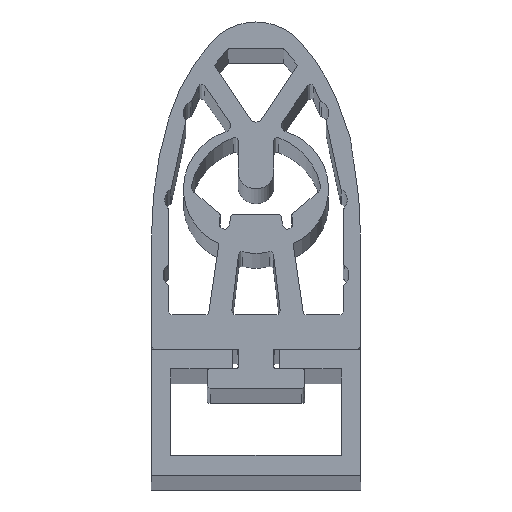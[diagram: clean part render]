
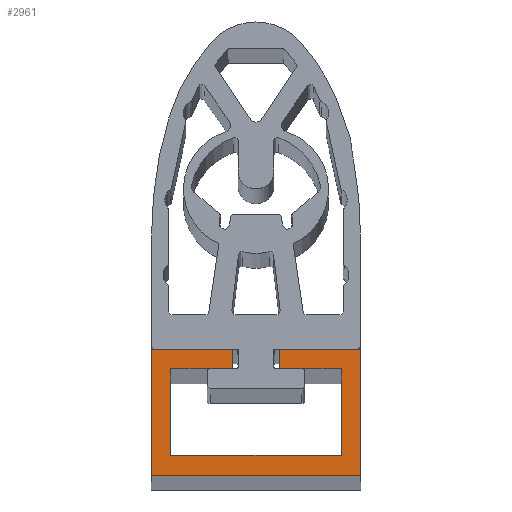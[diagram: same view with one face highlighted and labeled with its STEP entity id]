
A CAD part, top view. The second image highlights one B-rep face of the part: STEP entity #2961.
In plain terms, the highlighted face is planar.
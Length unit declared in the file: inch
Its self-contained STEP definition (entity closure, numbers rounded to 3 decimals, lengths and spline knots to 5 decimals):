
#52 = CARTESIAN_POINT ( 'NONE',  ( 8.82163, 12.76941, 6.44609 ) ) ;
#127 = ORIENTED_EDGE ( 'NONE', *, *, #3628, .F. ) ;
#331 = CARTESIAN_POINT ( 'NONE',  ( 8.68856, 12.76941, 6.44609 ) ) ;
#370 = EDGE_CURVE ( 'NONE', #5567, #1968, #5171, .T. ) ;
#437 = VERTEX_POINT ( 'NONE', #1242 ) ;
#533 = LINE ( 'NONE', #3635, #4725 ) ;
#571 = LINE ( 'NONE', #700, #863 ) ;
#583 = VECTOR ( 'NONE', #3275, 39.37008 ) ;
#608 = VECTOR ( 'NONE', #3372, 39.37008 ) ;
#646 = VECTOR ( 'NONE', #5580, 39.37008 ) ;
#654 = CARTESIAN_POINT ( 'NONE',  ( 8.45825, 12.46901, 6.44609 ) ) ;
#700 = CARTESIAN_POINT ( 'NONE',  ( 8.45825, 12.82531, 6.44609 ) ) ;
#795 = CARTESIAN_POINT ( 'NONE',  ( 8.45825, 12.82531, 6.44609 ) ) ;
#863 = VECTOR ( 'NONE', #4689, 39.37008 ) ;
#989 = PLANE ( 'NONE',  #1983 ) ;
#997 = CARTESIAN_POINT ( 'NONE',  ( 9.05195, 12.82531, 6.44609 ) ) ;
#1242 = CARTESIAN_POINT ( 'NONE',  ( 9.05195, 12.46901, 6.44609 ) ) ;
#1255 = CARTESIAN_POINT ( 'NONE',  ( 8.51415, 12.52492, 6.44609 ) ) ;
#1272 = VECTOR ( 'NONE', #2940, 39.37008 ) ;
#1275 = VERTEX_POINT ( 'NONE', #52 ) ;
#1298 = EDGE_LOOP ( 'NONE', ( #5393, #3870, #4886, #2537, #4785, #5147, #4030, #5084, #2230, #5410, #5648, #127 ) ) ;
#1368 = CARTESIAN_POINT ( 'NONE',  ( 8.45825, 12.46901, 6.44609 ) ) ;
#1635 = EDGE_CURVE ( 'NONE', #1275, #4349, #533, .T. ) ;
#1690 = FACE_OUTER_BOUND ( 'NONE', #1298, .T. ) ;
#1922 = LINE ( 'NONE', #4389, #3156 ) ;
#1927 = VECTOR ( 'NONE', #6554, 39.37008 ) ;
#1968 = VERTEX_POINT ( 'NONE', #1255 ) ;
#1983 = AXIS2_PLACEMENT_3D ( 'NONE', #6553, #6058, #4615 ) ;
#2230 = ORIENTED_EDGE ( 'NONE', *, *, #3330, .F. ) ;
#2243 = CARTESIAN_POINT ( 'NONE',  ( 8.99604, 12.52492, 6.44609 ) ) ;
#2370 = DIRECTION ( 'NONE',  ( 0., 1., 0. ) ) ;
#2419 = CARTESIAN_POINT ( 'NONE',  ( 8.82163, 12.82531, 6.44609 ) ) ;
#2431 = CARTESIAN_POINT ( 'NONE',  ( 8.99604, 12.76941, 6.44609 ) ) ;
#2537 = ORIENTED_EDGE ( 'NONE', *, *, #3317, .F. ) ;
#2655 = EDGE_CURVE ( 'NONE', #437, #5463, #6293, .T. ) ;
#2733 = LINE ( 'NONE', #3903, #4918 ) ;
#2940 = DIRECTION ( 'NONE',  ( 0., -1., 0. ) ) ;
#2961 = ADVANCED_FACE ( 'NONE', ( #1690 ), #989, .F. ) ;
#2996 = CARTESIAN_POINT ( 'NONE',  ( 8.68856, 12.76941, 6.44609 ) ) ;
#3042 = CARTESIAN_POINT ( 'NONE',  ( 8.99604, 12.52492, 6.44609 ) ) ;
#3156 = VECTOR ( 'NONE', #4921, 39.37008 ) ;
#3212 = CARTESIAN_POINT ( 'NONE',  ( 8.51415, 12.76941, 6.44609 ) ) ;
#3275 = DIRECTION ( 'NONE',  ( -1., 0., 0. ) ) ;
#3317 = EDGE_CURVE ( 'NONE', #6242, #5429, #1922, .T. ) ;
#3330 = EDGE_CURVE ( 'NONE', #4562, #1275, #4325, .T. ) ;
#3363 = LINE ( 'NONE', #997, #646 ) ;
#3370 = LINE ( 'NONE', #654, #4085 ) ;
#3372 = DIRECTION ( 'NONE',  ( 0., 1., 0. ) ) ;
#3461 = LINE ( 'NONE', #3042, #3939 ) ;
#3628 = EDGE_CURVE ( 'NONE', #4570, #437, #3370, .T. ) ;
#3635 = CARTESIAN_POINT ( 'NONE',  ( 8.99604, 12.76941, 6.44609 ) ) ;
#3641 = EDGE_CURVE ( 'NONE', #5982, #4570, #571, .T. ) ;
#3736 = DIRECTION ( 'NONE',  ( 1., 0., 0. ) ) ;
#3870 = ORIENTED_EDGE ( 'NONE', *, *, #6091, .F. ) ;
#3876 = EDGE_CURVE ( 'NONE', #5463, #4562, #3363, .T. ) ;
#3903 = CARTESIAN_POINT ( 'NONE',  ( 8.51415, 12.76941, 6.44609 ) ) ;
#3939 = VECTOR ( 'NONE', #6507, 39.37008 ) ;
#4030 = ORIENTED_EDGE ( 'NONE', *, *, #5407, .F. ) ;
#4085 = VECTOR ( 'NONE', #3736, 39.37008 ) ;
#4124 = DIRECTION ( 'NONE',  ( 1., 0., 0. ) ) ;
#4325 = LINE ( 'NONE', #5935, #1272 ) ;
#4349 = VERTEX_POINT ( 'NONE', #2431 ) ;
#4389 = CARTESIAN_POINT ( 'NONE',  ( 8.68856, 12.76941, 6.44609 ) ) ;
#4562 = VERTEX_POINT ( 'NONE', #2419 ) ;
#4570 = VERTEX_POINT ( 'NONE', #1368 ) ;
#4615 = DIRECTION ( 'NONE',  ( 1., 0., 0. ) ) ;
#4689 = DIRECTION ( 'NONE',  ( 0., -1., 0. ) ) ;
#4710 = LINE ( 'NONE', #5073, #1927 ) ;
#4725 = VECTOR ( 'NONE', #4124, 39.37008 ) ;
#4785 = ORIENTED_EDGE ( 'NONE', *, *, #5631, .F. ) ;
#4877 = DIRECTION ( 'NONE',  ( 0., 1., 0. ) ) ;
#4882 = CARTESIAN_POINT ( 'NONE',  ( 9.05195, 12.46901, 6.44609 ) ) ;
#4886 = ORIENTED_EDGE ( 'NONE', *, *, #5303, .F. ) ;
#4918 = VECTOR ( 'NONE', #4877, 39.37008 ) ;
#4921 = DIRECTION ( 'NONE',  ( 1., 0., 0. ) ) ;
#5073 = CARTESIAN_POINT ( 'NONE',  ( 8.68856, 12.82531, 6.44609 ) ) ;
#5084 = ORIENTED_EDGE ( 'NONE', *, *, #1635, .F. ) ;
#5147 = ORIENTED_EDGE ( 'NONE', *, *, #370, .F. ) ;
#5171 = LINE ( 'NONE', #6277, #583 ) ;
#5303 = EDGE_CURVE ( 'NONE', #5429, #5906, #6359, .T. ) ;
#5393 = ORIENTED_EDGE ( 'NONE', *, *, #3641, .F. ) ;
#5407 = EDGE_CURVE ( 'NONE', #4349, #5567, #3461, .T. ) ;
#5410 = ORIENTED_EDGE ( 'NONE', *, *, #3876, .F. ) ;
#5429 = VERTEX_POINT ( 'NONE', #2996 ) ;
#5433 = CARTESIAN_POINT ( 'NONE',  ( 8.68856, 12.82531, 6.44609 ) ) ;
#5463 = VERTEX_POINT ( 'NONE', #6129 ) ;
#5567 = VERTEX_POINT ( 'NONE', #2243 ) ;
#5580 = DIRECTION ( 'NONE',  ( -1., 0., 0. ) ) ;
#5631 = EDGE_CURVE ( 'NONE', #1968, #6242, #2733, .T. ) ;
#5648 = ORIENTED_EDGE ( 'NONE', *, *, #2655, .F. ) ;
#5906 = VERTEX_POINT ( 'NONE', #5433 ) ;
#5935 = CARTESIAN_POINT ( 'NONE',  ( 8.82163, 12.76941, 6.44609 ) ) ;
#5982 = VERTEX_POINT ( 'NONE', #795 ) ;
#6058 = DIRECTION ( 'NONE',  ( 0., 0., 1. ) ) ;
#6091 = EDGE_CURVE ( 'NONE', #5906, #5982, #4710, .T. ) ;
#6129 = CARTESIAN_POINT ( 'NONE',  ( 9.05195, 12.82531, 6.44609 ) ) ;
#6242 = VERTEX_POINT ( 'NONE', #3212 ) ;
#6277 = CARTESIAN_POINT ( 'NONE',  ( 8.51415, 12.52492, 6.44609 ) ) ;
#6293 = LINE ( 'NONE', #4882, #608 ) ;
#6359 = LINE ( 'NONE', #331, #6516 ) ;
#6507 = DIRECTION ( 'NONE',  ( 0., -1., 0. ) ) ;
#6516 = VECTOR ( 'NONE', #2370, 39.37008 ) ;
#6553 = CARTESIAN_POINT ( 'NONE',  ( 8.7551, 12.64716, 6.44609 ) ) ;
#6554 = DIRECTION ( 'NONE',  ( -1., 0., 0. ) ) ;
